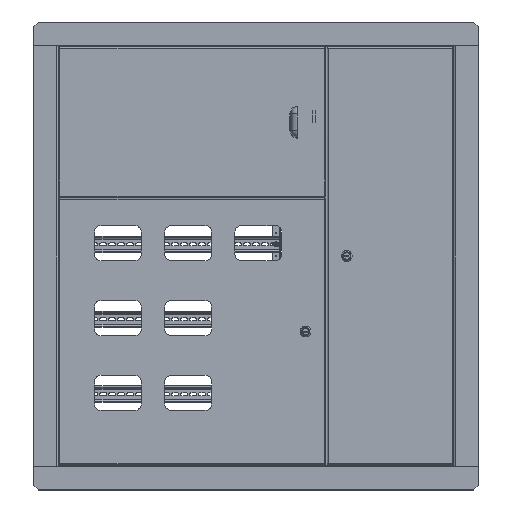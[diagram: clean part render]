
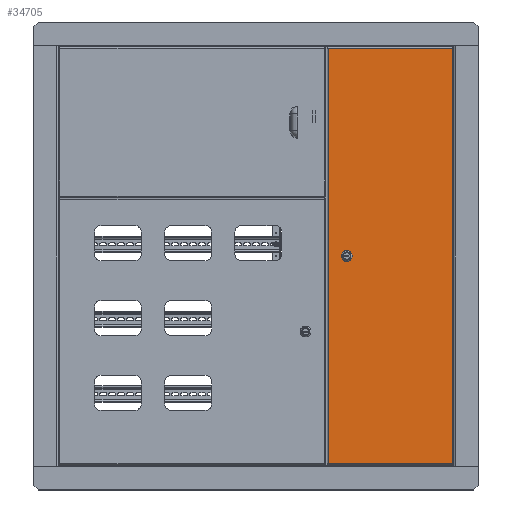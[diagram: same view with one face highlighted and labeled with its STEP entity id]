
A CAD part, top view. The second image highlights one B-rep face of the part: STEP entity #34705.
In plain terms, the highlighted planar face has unit normal (0, 0, 1).
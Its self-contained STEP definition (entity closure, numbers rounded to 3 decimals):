
#1167 = VECTOR ( 'NONE', #21386, 1000. ) ;
#1581 = AXIS2_PLACEMENT_3D ( 'NONE', #19480, #47417, #46180 ) ;
#2178 = DIRECTION ( 'NONE',  ( 1., 0., 0. ) ) ;
#2191 = CARTESIAN_POINT ( 'NONE',  ( -235.5, -449.649, 0. ) ) ;
#4706 = ORIENTED_EDGE ( 'NONE', *, *, #15399, .T. ) ;
#4727 = CARTESIAN_POINT ( 'NONE',  ( -2., -890., 0. ) ) ;
#5155 = VERTEX_POINT ( 'NONE', #35161 ) ;
#5174 = CARTESIAN_POINT ( 'NONE',  ( -267., -2., 0. ) ) ;
#5627 = CARTESIAN_POINT ( 'NONE',  ( -267., -890., 0. ) ) ;
#5763 = ORIENTED_EDGE ( 'NONE', *, *, #40522, .F. ) ;
#7438 = VERTEX_POINT ( 'NONE', #4727 ) ;
#9048 = CARTESIAN_POINT ( 'NONE',  ( -267., -890., 0. ) ) ;
#10711 = EDGE_LOOP ( 'NONE', ( #4706, #16559, #10765, #49544 ) ) ;
#10765 = ORIENTED_EDGE ( 'NONE', *, *, #48825, .T. ) ;
#11595 = VERTEX_POINT ( 'NONE', #2191 ) ;
#11886 = DIRECTION ( 'NONE',  ( 0., -1., 0. ) ) ;
#13956 = CARTESIAN_POINT ( 'NONE',  ( -227., -446., 0. ) ) ;
#15284 = CARTESIAN_POINT ( 'NONE',  ( -235.5, -442.351, 0. ) ) ;
#15399 = EDGE_CURVE ( 'NONE', #7438, #5155, #21890, .T. ) ;
#16559 = ORIENTED_EDGE ( 'NONE', *, *, #39271, .T. ) ;
#16817 = CARTESIAN_POINT ( 'NONE',  ( -218.5, -442.351, 0. ) ) ;
#17381 = LINE ( 'NONE', #9048, #26000 ) ;
#19274 = EDGE_CURVE ( 'NONE', #33081, #23096, #45539, .T. ) ;
#19480 = CARTESIAN_POINT ( 'NONE',  ( 0., 0., 0. ) ) ;
#19588 = ORIENTED_EDGE ( 'NONE', *, *, #19274, .F. ) ;
#20986 = DIRECTION ( 'NONE',  ( 0., 1., 0. ) ) ;
#21386 = DIRECTION ( 'NONE',  ( 0., 1., 0. ) ) ;
#21644 = CARTESIAN_POINT ( 'NONE',  ( -2., -890., 0. ) ) ;
#21890 = LINE ( 'NONE', #21644, #1167 ) ;
#23096 = VERTEX_POINT ( 'NONE', #28700 ) ;
#23701 = LINE ( 'NONE', #51639, #44340 ) ;
#23875 = VERTEX_POINT ( 'NONE', #50402 ) ;
#24222 = CARTESIAN_POINT ( 'NONE',  ( -218.5, -449.649, 0. ) ) ;
#24638 = DIRECTION ( 'NONE',  ( -1., 0., 0. ) ) ;
#24746 = AXIS2_PLACEMENT_3D ( 'NONE', #29269, #45207, #42522 ) ;
#26000 = VECTOR ( 'NONE', #33061, 1000. ) ;
#27739 = ORIENTED_EDGE ( 'NONE', *, *, #35073, .F. ) ;
#28083 = PLANE ( 'NONE',  #1581 ) ;
#28213 = VECTOR ( 'NONE', #24638, 1000. ) ;
#28546 = VERTEX_POINT ( 'NONE', #5174 ) ;
#28700 = CARTESIAN_POINT ( 'NONE',  ( -218.5, -442.351, 0. ) ) ;
#28893 = VERTEX_POINT ( 'NONE', #5627 ) ;
#29269 = CARTESIAN_POINT ( 'NONE',  ( -227., -446., 0. ) ) ;
#30045 = EDGE_LOOP ( 'NONE', ( #19588, #38091, #5763, #27739 ) ) ;
#30498 = CIRCLE ( 'NONE', #42200, 9.25 ) ;
#32236 = LINE ( 'NONE', #15284, #41673 ) ;
#33061 = DIRECTION ( 'NONE',  ( 1., 0., 0. ) ) ;
#33081 = VERTEX_POINT ( 'NONE', #24222 ) ;
#34304 = DIRECTION ( 'NONE',  ( 0., 0., 1. ) ) ;
#34705 = ADVANCED_FACE ( 'NONE', ( #51080, #39597 ), #28083, .F. ) ;
#35073 = EDGE_CURVE ( 'NONE', #23096, #23875, #30498, .T. ) ;
#35161 = CARTESIAN_POINT ( 'NONE',  ( -2., -2., 0. ) ) ;
#36406 = LINE ( 'NONE', #48407, #28213 ) ;
#38091 = ORIENTED_EDGE ( 'NONE', *, *, #42366, .F. ) ;
#39271 = EDGE_CURVE ( 'NONE', #5155, #28546, #36406, .T. ) ;
#39597 = FACE_OUTER_BOUND ( 'NONE', #10711, .T. ) ;
#40522 = EDGE_CURVE ( 'NONE', #23875, #11595, #32236, .T. ) ;
#41673 = VECTOR ( 'NONE', #11886, 1000. ) ;
#42200 = AXIS2_PLACEMENT_3D ( 'NONE', #13956, #34304, #2178 ) ;
#42366 = EDGE_CURVE ( 'NONE', #11595, #33081, #43127, .T. ) ;
#42522 = DIRECTION ( 'NONE',  ( 1., 0., 0. ) ) ;
#43127 = CIRCLE ( 'NONE', #24746, 9.25 ) ;
#44331 = DIRECTION ( 'NONE',  ( 0., -1., 0. ) ) ;
#44340 = VECTOR ( 'NONE', #44331, 1000. ) ;
#45207 = DIRECTION ( 'NONE',  ( 0., 0., 1. ) ) ;
#45539 = LINE ( 'NONE', #16817, #48348 ) ;
#46180 = DIRECTION ( 'NONE',  ( -1., 0., 0. ) ) ;
#47417 = DIRECTION ( 'NONE',  ( 0., 0., -1. ) ) ;
#48348 = VECTOR ( 'NONE', #20986, 1000. ) ;
#48407 = CARTESIAN_POINT ( 'NONE',  ( 0., -2., 0. ) ) ;
#48825 = EDGE_CURVE ( 'NONE', #28546, #28893, #23701, .T. ) ;
#49123 = EDGE_CURVE ( 'NONE', #28893, #7438, #17381, .T. ) ;
#49544 = ORIENTED_EDGE ( 'NONE', *, *, #49123, .T. ) ;
#50402 = CARTESIAN_POINT ( 'NONE',  ( -235.5, -442.351, 0. ) ) ;
#51080 = FACE_BOUND ( 'NONE', #30045, .T. ) ;
#51639 = CARTESIAN_POINT ( 'NONE',  ( -267., -2., 0. ) ) ;
